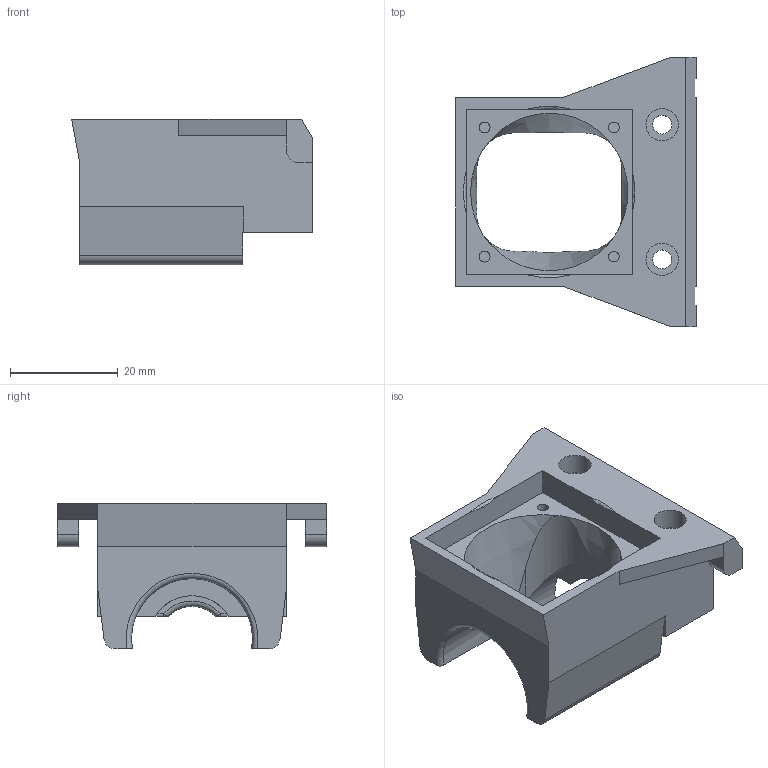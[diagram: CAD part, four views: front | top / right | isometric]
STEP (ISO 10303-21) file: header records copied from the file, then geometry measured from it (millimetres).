
FILE_DESCRIPTION(('CATIA V5 STEP Exchange'),'2;1');
FILE_NAME('HYPERCUBE-EVO-0007_NGEN.stp','2020-05-20T17:22:58+00:00',('none'),('none'),'CATIA Version 5 Release 21 GA (IN-10)','CATIA V5 STEP AP203','none');
FILE_SCHEMA(('CONFIG_CONTROL_DESIGN'));
Length unit declared in the file: millimetre
Products named in the file (1): HYPERCUBE-EVO-0007_NGEN
Bounding box: 44.7 x 50 x 27 mm (x, y, z)
Volume: 18654.5 mm3; surface area: 9043.1 mm2
Topology: 1 solids, 1 shells, 105 faces, 282 edges, 186 vertices
Faces by surface type: plane 52, cylinder 32, cone 10, torus 7, sphere 4
Entity records: 3512 total; most frequent: CARTESIAN_POINT 1072, ORIENTED_EDGE 564, DIRECTION 368, EDGE_CURVE 282, VERTEX_POINT 186, VECTOR 151, LINE 151, AXIS2_PLACEMENT_3D 150
